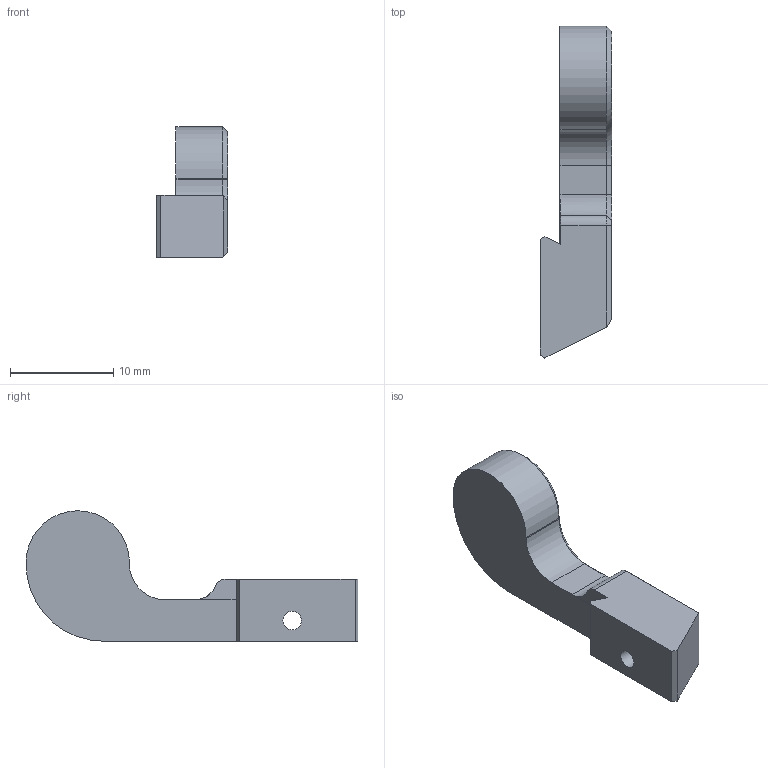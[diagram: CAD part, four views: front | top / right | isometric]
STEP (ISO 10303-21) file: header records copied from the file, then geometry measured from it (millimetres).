
FILE_DESCRIPTION(/* description */ (''),/* implementation_level */ '2;1');
FILE_NAME(/* name */ 'shiftBaseBottomPlate_screwCap_PENF',/* time_stamp */ '2023-09-29T15:56:23-04:00',/* author */ ('George'),/* organization */ ('Archive 663'),/* preprocessor_version */ 'ST-DEVELOPER v16.7',/* originating_system */ 'Solid Edge',/* authorisation */ 'Unknown');
FILE_SCHEMA (('AUTOMOTIVE_DESIGN {1 0 10303 214 3 1 1}'));
Length unit declared in the file: millimetre
Products named in the file (2): shiftAdapter_PENF; shiftBaseBottomPlate_screwCap_PENF
Assembly tree (1 placements, depth 2):
  shiftAdapter_PENF
    shiftBaseBottomPlate_screwCap_PENF
Bounding box: 6.9 x 32.12 x 12.62 mm (x, y, z)
Volume: 1118.3 mm3; surface area: 933.4 mm2
Topology: 1 solids, 1 shells, 32 faces, 81 edges, 51 vertices
Faces by surface type: plane 20, cylinder 7, cone 5
Full cylindrical faces by diameter (mm): 1.8 x1, 3.5 x1
Entity records: 978 total; most frequent: DIRECTION 165, CARTESIAN_POINT 160, ORIENTED_EDGE 154, EDGE_CURVE 77, LINE 57, VECTOR 57, AXIS2_PLACEMENT_3D 54, VERTEX_POINT 49
